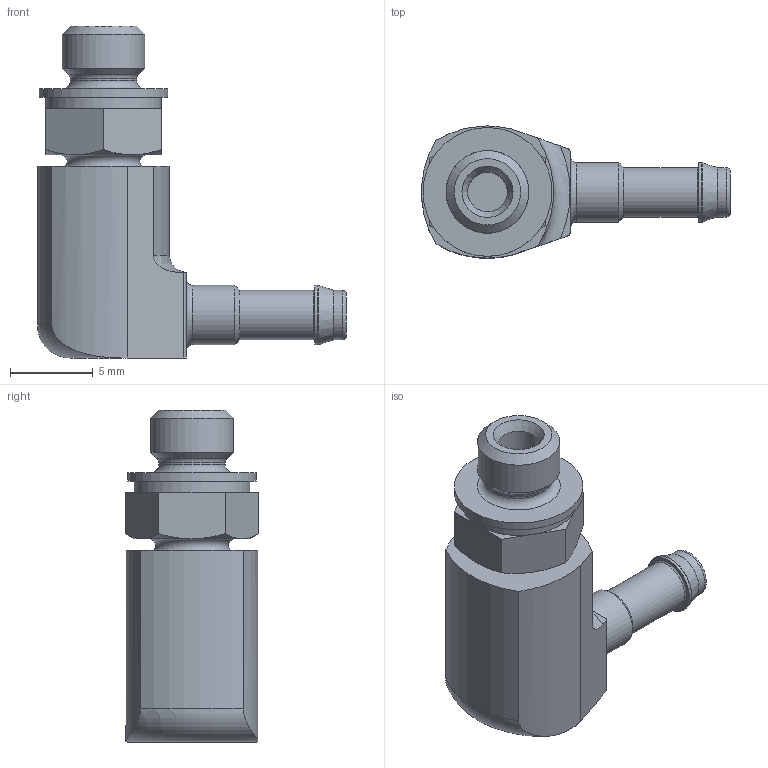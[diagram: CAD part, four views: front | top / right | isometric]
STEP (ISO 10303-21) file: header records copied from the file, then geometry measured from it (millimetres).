
FILE_DESCRIPTION(/* description */ ('STEP AP214'),/* implementation_level */ '2;1');
FILE_NAME(/* name */ '12257_LCN-M5-PK-3',/* time_stamp */ '2024-08-20T21:58:08+02:00',/* author */ ('License CC BY-ND 4.0'),/* organization */ ('CADENAS'),/* preprocessor_version */ 'ST-DEVELOPER v19.3',/* originating_system */ 'PARTsolutions',/* authorisation */ ' ');
FILE_SCHEMA (('AUTOMOTIVE_DESIGN {1 0 10303 214 3 1 1}'));
Length unit declared in the file: millimetre
Products named in the file (1): 12257 LCN-M5-PK-3
Bounding box: 18.68 x 8.08 x 20.1 mm (x, y, z)
Volume: 856.1 mm3; surface area: 978.2 mm2
Topology: 1 solids, 1 shells, 63 faces, 135 edges, 80 vertices
Faces by surface type: plane 26, cylinder 16, cone 12, torus 9
Full cylindrical faces by diameter (mm): 2 x1, 2.4 x1, 3 x2, 3.6 x2, 4.019 x1, 5 x1, 7 x1, 7.8 x1
Entity records: 1634 total; most frequent: CARTESIAN_POINT 331, DIRECTION 277, ORIENTED_EDGE 220, AXIS2_PLACEMENT_3D 120, EDGE_CURVE 110, EDGE_LOOP 95, FACE_BOUND 95, VERTEX_POINT 79
